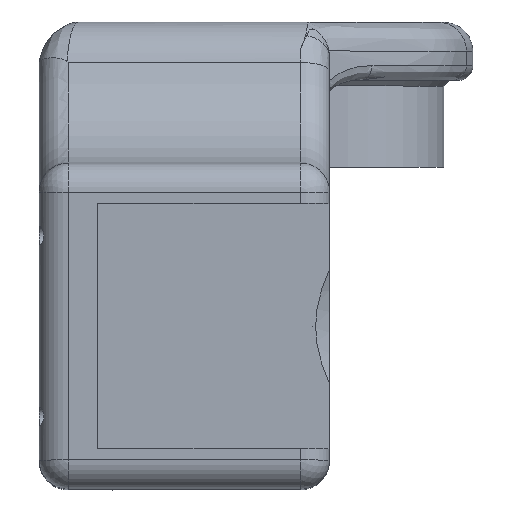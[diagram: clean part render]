
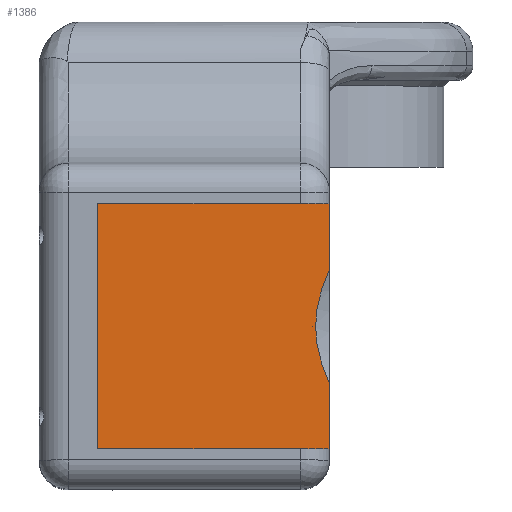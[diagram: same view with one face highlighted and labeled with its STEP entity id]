
A CAD part, top view. The second image highlights one B-rep face of the part: STEP entity #1386.
In plain terms, the highlighted planar face has unit normal (0, 0, 1).
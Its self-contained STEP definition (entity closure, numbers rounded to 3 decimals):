
#18=(
BOUNDED_CURVE()
B_SPLINE_CURVE(2,(#3750,#3751,#3752),.UNSPECIFIED.,.F.,.F.)
B_SPLINE_CURVE_WITH_KNOTS((3,3),(0.,2.02),.UNSPECIFIED.)
CURVE()
GEOMETRIC_REPRESENTATION_ITEM()
RATIONAL_B_SPLINE_CURVE((1.,1.127,1.))
REPRESENTATION_ITEM('')
);
#83=PLANE('',#1514);
#208=FACE_OUTER_BOUND('',#304,.T.);
#304=EDGE_LOOP('',(#1184,#1185,#1186,#1187,#1188,#1189));
#375=LINE('',#2380,#439);
#376=LINE('',#2386,#440);
#390=LINE('',#3758,#454);
#391=LINE('',#3760,#455);
#392=LINE('',#3761,#456);
#439=VECTOR('',#1699,10.);
#440=VECTOR('',#1704,10.);
#454=VECTOR('',#1806,10.);
#455=VECTOR('',#1807,10.);
#456=VECTOR('',#1808,10.);
#614=VERTEX_POINT('',#2377);
#615=VERTEX_POINT('',#2379);
#617=VERTEX_POINT('',#2383);
#618=VERTEX_POINT('',#2385);
#663=VERTEX_POINT('',#3757);
#664=VERTEX_POINT('',#3759);
#764=EDGE_CURVE('',#614,#615,#375,.T.);
#767=EDGE_CURVE('',#617,#618,#376,.T.);
#845=EDGE_CURVE('',#615,#617,#18,.T.);
#848=EDGE_CURVE('',#614,#663,#390,.T.);
#849=EDGE_CURVE('',#663,#664,#391,.T.);
#850=EDGE_CURVE('',#618,#664,#392,.T.);
#1184=ORIENTED_EDGE('',*,*,#845,.F.);
#1185=ORIENTED_EDGE('',*,*,#764,.F.);
#1186=ORIENTED_EDGE('',*,*,#848,.T.);
#1187=ORIENTED_EDGE('',*,*,#849,.T.);
#1188=ORIENTED_EDGE('',*,*,#850,.F.);
#1189=ORIENTED_EDGE('',*,*,#767,.F.);
#1386=ADVANCED_FACE('',(#208),#83,.F.);
#1514=AXIS2_PLACEMENT_3D('',#3756,#1804,#1805);
#1699=DIRECTION('',(0.,-1.,0.));
#1704=DIRECTION('',(0.,-1.,0.));
#1804=DIRECTION('center_axis',(0.,0.,-1.));
#1805=DIRECTION('ref_axis',(0.,-1.,0.));
#1806=DIRECTION('',(-1.,0.,0.));
#1807=DIRECTION('',(0.,-1.,0.));
#1808=DIRECTION('',(-1.,0.,0.));
#2377=CARTESIAN_POINT('',(0.252,-21.446,87.099));
#2379=CARTESIAN_POINT('',(0.252,-32.786,87.099));
#2380=CARTESIAN_POINT('',(0.252,-10.723,87.099));
#2383=CARTESIAN_POINT('',(0.252,-52.406,87.099));
#2385=CARTESIAN_POINT('',(0.252,-63.746,87.099));
#2386=CARTESIAN_POINT('',(0.252,-10.723,87.099));
#3750=CARTESIAN_POINT('Ctrl Pts',(0.252,-32.786,87.099));
#3751=CARTESIAN_POINT('Ctrl Pts',(-4.277,-42.596,87.099));
#3752=CARTESIAN_POINT('Ctrl Pts',(0.252,-52.406,87.099));
#3756=CARTESIAN_POINT('Origin',(0.252,-21.446,87.099));
#3757=CARTESIAN_POINT('',(-39.748,-21.446,87.099));
#3758=CARTESIAN_POINT('',(0.252,-21.446,87.099));
#3759=CARTESIAN_POINT('',(-39.748,-63.746,87.099));
#3760=CARTESIAN_POINT('',(-39.748,-63.746,87.099));
#3761=CARTESIAN_POINT('',(0.252,-63.746,87.099));
